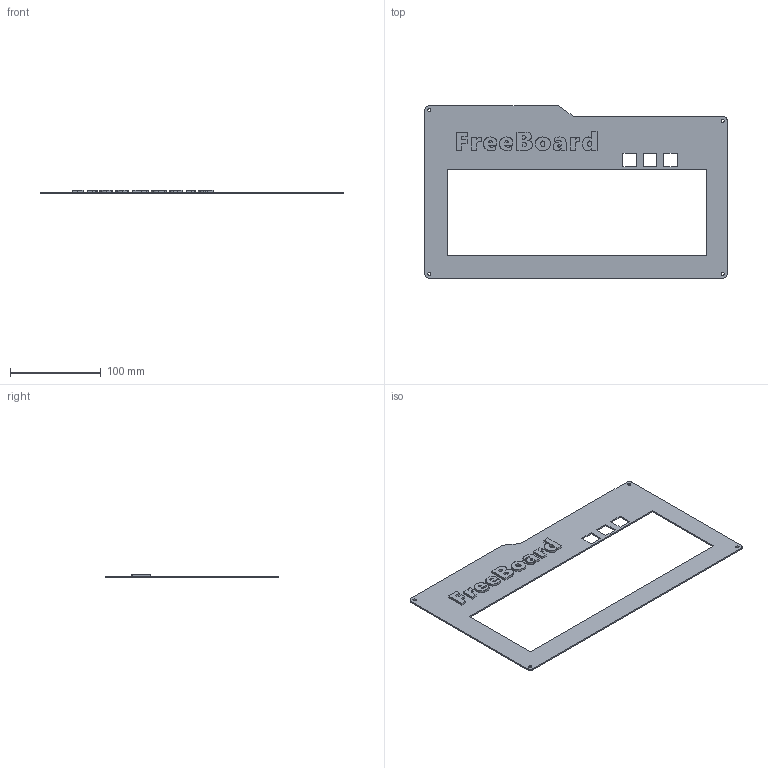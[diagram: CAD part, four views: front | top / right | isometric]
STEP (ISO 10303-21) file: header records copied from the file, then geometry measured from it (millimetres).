
FILE_DESCRIPTION(/* description */ (''),/* implementation_level */ '2;1');
FILE_NAME(/* name */ 'FreeBoard Top.step',/* time_stamp */ '2025-07-07T21:29:50+01:00',/* author */ (''),/* organization */ (''),/* preprocessor_version */ 'ST-DEVELOPER v20.1',/* originating_system */ 'Autodesk Translation Framework v14.10.0.0',/* authorisation */ '');
FILE_SCHEMA (('AUTOMOTIVE_DESIGN { 1 0 10303 214 3 1 1 }'));
Length unit declared in the file: millimetre
Products named in the file (2): 2025-07-06-11-56-40-546; 2025-07-06-12-18-19-000
Assembly tree (1 placements, depth 2):
  2025-07-06-11-56-40-546
    2025-07-06-12-18-19-000
Bounding box: 333 x 190 x 4 mm (x, y, z)
Volume: 53822.9 mm3; surface area: 71262.6 mm2
Topology: 1 solids, 1 shells, 212 faces, 582 edges, 388 vertices
Faces by surface type: bspline 106, plane 98, cylinder 8
Full cylindrical faces by diameter (mm): 3.4 x4
Entity records: 7966 total; most frequent: CARTESIAN_POINT 3199, ORIENTED_EDGE 1164, DIRECTION 604, EDGE_CURVE 582, VERTEX_POINT 388, LINE 354, VECTOR 354, EDGE_LOOP 244
